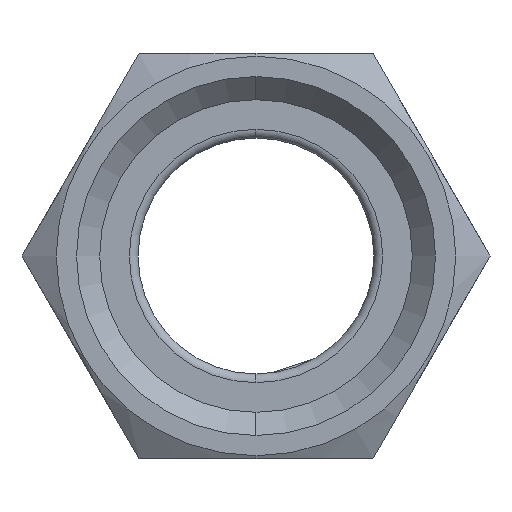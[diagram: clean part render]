
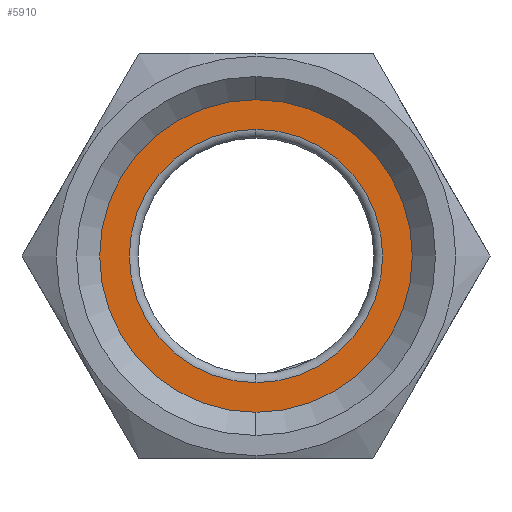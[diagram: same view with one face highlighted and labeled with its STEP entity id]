
A CAD part, front view. The second image highlights one B-rep face of the part: STEP entity #5910.
In plain terms, the highlighted planar face has unit normal (0, -1, 0).
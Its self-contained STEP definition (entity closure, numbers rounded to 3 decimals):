
#4 = EDGE_LOOP ( 'NONE', ( #20062, #20064 ) ) ;
#9 = EDGE_LOOP ( 'NONE', ( #20061, #20063 ) ) ;
#396 = AXIS2_PLACEMENT_3D ( 'NONE', #20182, #20181, #20180 ) ;
#398 = CIRCLE ( 'NONE', #396, 4.375 ) ;
#399 = CIRCLE ( 'NONE', #15214, 5.4 ) ;
#410 = AXIS2_PLACEMENT_3D ( 'NONE', #20239, #20240, #20241 ) ;
#1875 = VERTEX_POINT ( 'NONE', #3600 ) ;
#1876 = VERTEX_POINT ( 'NONE', #3598 ) ;
#1877 = VERTEX_POINT ( 'NONE', #3596 ) ;
#1878 = VERTEX_POINT ( 'NONE', #3594 ) ;
#2632 = CIRCLE ( 'NONE', #410, 4.375 ) ;
#3594 = CARTESIAN_POINT ( 'NONE',  ( 0., 8.5, -4.375 ) ) ;
#3596 = CARTESIAN_POINT ( 'NONE',  ( 0., 8.5, 5.4 ) ) ;
#3598 = CARTESIAN_POINT ( 'NONE',  ( 0., 8.5, -5.4 ) ) ;
#3600 = CARTESIAN_POINT ( 'NONE',  ( 0., 8.5, 4.375 ) ) ;
#5910 = ADVANCED_FACE ( 'NONE', ( #20272, #20273 ), #20228, .F. ) ;
#5911 = EDGE_CURVE ( 'NONE', #1877, #1876, #9211, .T. ) ;
#5916 = EDGE_CURVE ( 'NONE', #1878, #1875, #2632, .T. ) ;
#8526 = AXIS2_PLACEMENT_3D ( 'NONE', #20213, #20214, #20221 ) ;
#9210 = AXIS2_PLACEMENT_3D ( 'NONE', #20226, #20266, #20265 ) ;
#9211 = CIRCLE ( 'NONE', #8526, 5.4 ) ;
#11763 = EDGE_CURVE ( 'NONE', #1875, #1878, #398, .T. ) ;
#11764 = EDGE_CURVE ( 'NONE', #1876, #1877, #399, .T. ) ;
#15214 = AXIS2_PLACEMENT_3D ( 'NONE', #20179, #20178, #20177 ) ;
#20061 = ORIENTED_EDGE ( 'NONE', *, *, #11764, .T. ) ;
#20062 = ORIENTED_EDGE ( 'NONE', *, *, #5916, .F. ) ;
#20063 = ORIENTED_EDGE ( 'NONE', *, *, #5911, .T. ) ;
#20064 = ORIENTED_EDGE ( 'NONE', *, *, #11763, .F. ) ;
#20177 = DIRECTION ( 'NONE',  ( 0., 0., -1. ) ) ;
#20178 = DIRECTION ( 'NONE',  ( 0., -1., 0. ) ) ;
#20179 = CARTESIAN_POINT ( 'NONE',  ( 0., 8.5, 0. ) ) ;
#20180 = DIRECTION ( 'NONE',  ( 0., 0., -1. ) ) ;
#20181 = DIRECTION ( 'NONE',  ( 0., -1., 0. ) ) ;
#20182 = CARTESIAN_POINT ( 'NONE',  ( 0., 8.5, 0. ) ) ;
#20213 = CARTESIAN_POINT ( 'NONE',  ( 0., 8.5, 0. ) ) ;
#20214 = DIRECTION ( 'NONE',  ( 0., -1., 0. ) ) ;
#20221 = DIRECTION ( 'NONE',  ( 0., 0., -1. ) ) ;
#20226 = CARTESIAN_POINT ( 'NONE',  ( 5.4, 8.5, 0. ) ) ;
#20228 = PLANE ( 'NONE',  #9210 ) ;
#20239 = CARTESIAN_POINT ( 'NONE',  ( 0., 8.5, 0. ) ) ;
#20240 = DIRECTION ( 'NONE',  ( 0., -1., 0. ) ) ;
#20241 = DIRECTION ( 'NONE',  ( 0., 0., -1. ) ) ;
#20265 = DIRECTION ( 'NONE',  ( 0., 0., 1. ) ) ;
#20266 = DIRECTION ( 'NONE',  ( 0., 1., 0. ) ) ;
#20272 = FACE_BOUND ( 'NONE', #4, .T. ) ;
#20273 = FACE_OUTER_BOUND ( 'NONE', #9, .T. ) ;
